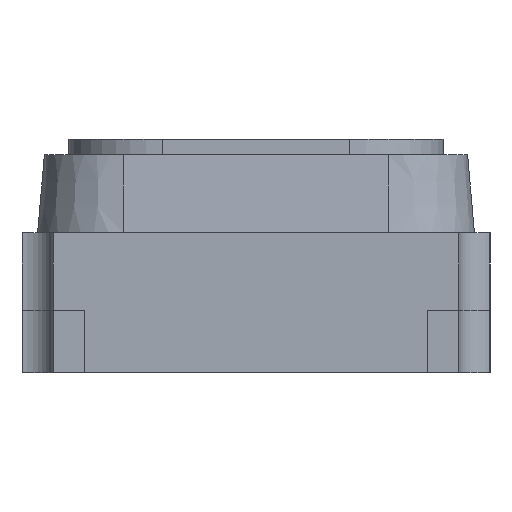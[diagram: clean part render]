
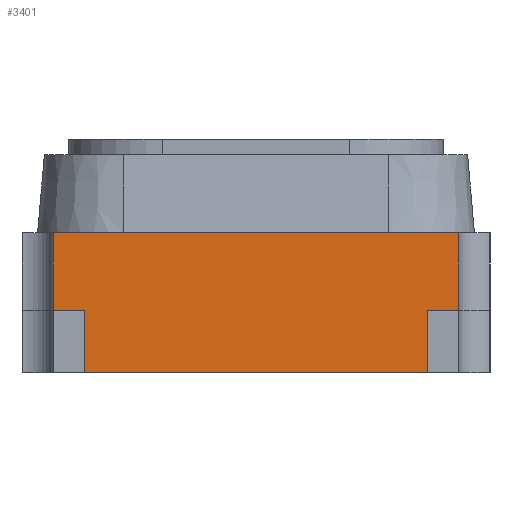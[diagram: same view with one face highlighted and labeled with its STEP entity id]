
A CAD part, left-side view. The second image highlights one B-rep face of the part: STEP entity #3401.
In plain terms, the highlighted planar face has unit normal (-1, 0, 0).
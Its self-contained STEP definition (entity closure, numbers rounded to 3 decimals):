
#303=LINE('',#5511,#514);
#305=LINE('',#5519,#516);
#319=LINE('',#5560,#530);
#323=LINE('',#5569,#534);
#329=LINE('',#5589,#540);
#330=LINE('',#5591,#541);
#331=LINE('',#5592,#542);
#332=LINE('',#5593,#543);
#514=VECTOR('',#4150,1000.);
#516=VECTOR('',#4156,1000.);
#530=VECTOR('',#4194,1000.);
#534=VECTOR('',#4204,1000.);
#540=VECTOR('',#4222,1000.);
#541=VECTOR('',#4225,1000.);
#542=VECTOR('',#4226,1000.);
#543=VECTOR('',#4227,1000.);
#1303=ORIENTED_EDGE('',*,*,#1717,.F.);
#1304=ORIENTED_EDGE('',*,*,#1737,.T.);
#1305=ORIENTED_EDGE('',*,*,#1753,.T.);
#1306=ORIENTED_EDGE('',*,*,#1742,.F.);
#1307=ORIENTED_EDGE('',*,*,#1713,.F.);
#1308=ORIENTED_EDGE('',*,*,#1754,.F.);
#1309=ORIENTED_EDGE('',*,*,#1752,.F.);
#1310=ORIENTED_EDGE('',*,*,#1755,.T.);
#1713=EDGE_CURVE('',#2003,#2004,#303,.T.);
#1717=EDGE_CURVE('',#2007,#2008,#305,.T.);
#1737=EDGE_CURVE('',#2007,#2022,#319,.T.);
#1742=EDGE_CURVE('',#2004,#2024,#323,.T.);
#1752=EDGE_CURVE('',#2032,#2025,#329,.T.);
#1753=EDGE_CURVE('',#2022,#2024,#330,.T.);
#1754=EDGE_CURVE('',#2025,#2003,#331,.T.);
#1755=EDGE_CURVE('',#2032,#2008,#332,.T.);
#2003=VERTEX_POINT('',#5510);
#2004=VERTEX_POINT('',#5512);
#2007=VERTEX_POINT('',#5518);
#2008=VERTEX_POINT('',#5520);
#2022=VERTEX_POINT('',#5559);
#2024=VERTEX_POINT('',#5568);
#2025=VERTEX_POINT('',#5575);
#2032=VERTEX_POINT('',#5588);
#2318=EDGE_LOOP('',(#1303,#1304,#1305,#1306,#1307,#1308,#1309,#1310));
#2484=FACE_BOUND('',#2318,.T.);
#2597=PLANE('',#3618);
#3401=ADVANCED_FACE('',(#2484),#2597,.F.);
#3618=AXIS2_PLACEMENT_3D('',#5590,#4223,#4224);
#4150=DIRECTION('',(0.,1.,0.));
#4156=DIRECTION('',(0.,1.,0.));
#4194=DIRECTION('',(0.,0.,-1.));
#4204=DIRECTION('',(0.,0.,-1.));
#4222=DIRECTION('',(0.,-1.,0.));
#4223=DIRECTION('',(1.,0.,0.));
#4224=DIRECTION('',(0.,0.,-1.));
#4225=DIRECTION('',(0.,-1.,0.));
#4226=DIRECTION('',(0.,0.,-1.));
#4227=DIRECTION('',(0.,0.,-1.));
#5510=CARTESIAN_POINT('',(-1.6,-0.65,0.2));
#5511=CARTESIAN_POINT('',(-1.6,-0.65,0.2));
#5512=CARTESIAN_POINT('',(-1.6,-0.55,0.2));
#5518=CARTESIAN_POINT('',(-1.6,0.55,0.2));
#5519=CARTESIAN_POINT('',(-1.6,0.65,0.2));
#5520=CARTESIAN_POINT('',(-1.6,0.65,0.2));
#5559=CARTESIAN_POINT('',(-1.6,0.55,0.));
#5560=CARTESIAN_POINT('',(-1.6,0.55,0.2));
#5568=CARTESIAN_POINT('',(-1.6,-0.55,0.));
#5569=CARTESIAN_POINT('',(-1.6,-0.55,0.2));
#5575=CARTESIAN_POINT('',(-1.6,-0.65,0.45));
#5588=CARTESIAN_POINT('',(-1.6,0.65,0.45));
#5589=CARTESIAN_POINT('',(-1.6,0.65,0.45));
#5590=CARTESIAN_POINT('',(-1.6,0.65,0.45));
#5591=CARTESIAN_POINT('',(-1.6,0.65,0.));
#5592=CARTESIAN_POINT('',(-1.6,-0.65,0.45));
#5593=CARTESIAN_POINT('',(-1.6,0.65,0.45));
